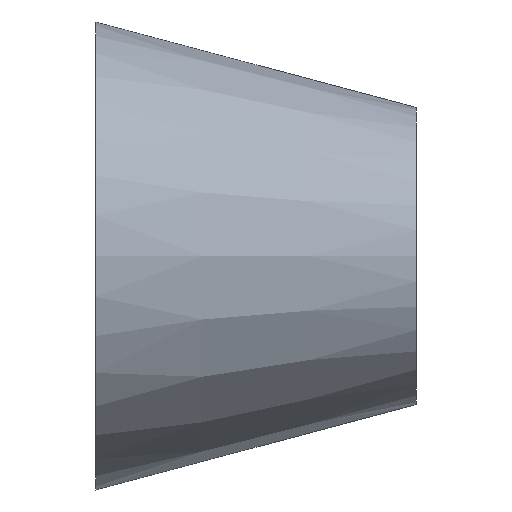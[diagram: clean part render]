
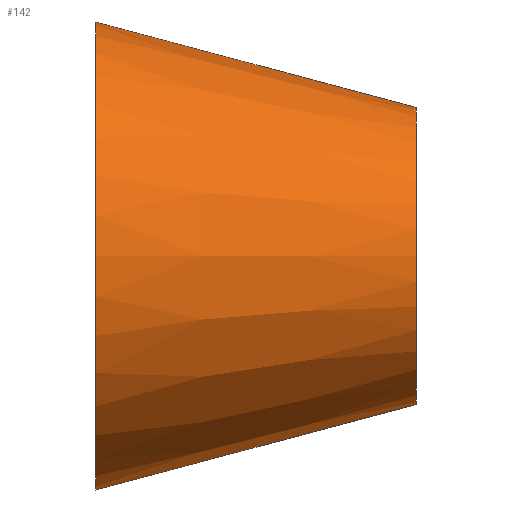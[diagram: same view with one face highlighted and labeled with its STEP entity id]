
A CAD part, front view. The second image highlights one B-rep face of the part: STEP entity #142.
In plain terms, the highlighted conical face has half-angle 14.962 degrees and reference radius 13.45 mm.
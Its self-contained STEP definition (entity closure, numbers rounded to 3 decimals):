
#4 = EDGE_CURVE ( 'NONE', #119, #128, #201, .T. ) ;
#5 = CIRCLE ( 'NONE', #149, 21.2 ) ;
#16 = DIRECTION ( 'NONE',  ( 1., 0., 0. ) ) ;
#30 = CARTESIAN_POINT ( 'NONE',  ( 29., 0., 0. ) ) ;
#34 = DIRECTION ( 'NONE',  ( 1., 0., 0. ) ) ;
#35 = DIRECTION ( 'NONE',  ( -1., 0., 0. ) ) ;
#39 = CONICAL_SURFACE ( 'NONE', #181, 13.45, 0.261 ) ;
#44 = VECTOR ( 'NONE', #155, 1000. ) ;
#49 = ORIENTED_EDGE ( 'NONE', *, *, #162, .T. ) ;
#52 = AXIS2_PLACEMENT_3D ( 'NONE', #30, #16, #92 ) ;
#70 = ORIENTED_EDGE ( 'NONE', *, *, #242, .F. ) ;
#77 = ORIENTED_EDGE ( 'NONE', *, *, #4, .F. ) ;
#78 = LINE ( 'NONE', #84, #44 ) ;
#81 = CARTESIAN_POINT ( 'NONE',  ( 29., 0., 13.45 ) ) ;
#84 = CARTESIAN_POINT ( 'NONE',  ( 29., 0., -13.45 ) ) ;
#89 = ORIENTED_EDGE ( 'NONE', *, *, #137, .T. ) ;
#92 = DIRECTION ( 'NONE',  ( 0., 0., -1. ) ) ;
#93 = VERTEX_POINT ( 'NONE', #186 ) ;
#98 = FACE_OUTER_BOUND ( 'NONE', #129, .T. ) ;
#103 = DIRECTION ( 'NONE',  ( 0., 0., 1. ) ) ;
#115 = CARTESIAN_POINT ( 'NONE',  ( 29., 0., 13.45 ) ) ;
#119 = VERTEX_POINT ( 'NONE', #115 ) ;
#128 = VERTEX_POINT ( 'NONE', #133 ) ;
#129 = EDGE_LOOP ( 'NONE', ( #70, #77, #49, #89 ) ) ;
#133 = CARTESIAN_POINT ( 'NONE',  ( 29., 0., -13.45 ) ) ;
#137 = EDGE_CURVE ( 'NONE', #169, #93, #5, .T. ) ;
#138 = LINE ( 'NONE', #81, #195 ) ;
#142 = ADVANCED_FACE ( 'NONE', ( #98 ), #39, .T. ) ;
#149 = AXIS2_PLACEMENT_3D ( 'NONE', #208, #34, #187 ) ;
#155 = DIRECTION ( 'NONE',  ( -0.966, 0., -0.258 ) ) ;
#157 = DIRECTION ( 'NONE',  ( -0.966, 0., 0.258 ) ) ;
#162 = EDGE_CURVE ( 'NONE', #119, #169, #138, .T. ) ;
#169 = VERTEX_POINT ( 'NONE', #249 ) ;
#181 = AXIS2_PLACEMENT_3D ( 'NONE', #210, #35, #103 ) ;
#186 = CARTESIAN_POINT ( 'NONE',  ( 0., 0., -21.2 ) ) ;
#187 = DIRECTION ( 'NONE',  ( 0., 0., -1. ) ) ;
#195 = VECTOR ( 'NONE', #157, 1000. ) ;
#201 = CIRCLE ( 'NONE', #52, 13.45 ) ;
#208 = CARTESIAN_POINT ( 'NONE',  ( 0., 0., 0. ) ) ;
#210 = CARTESIAN_POINT ( 'NONE',  ( 29., 0., 0. ) ) ;
#242 = EDGE_CURVE ( 'NONE', #128, #93, #78, .T. ) ;
#249 = CARTESIAN_POINT ( 'NONE',  ( 0., 0., 21.2 ) ) ;
